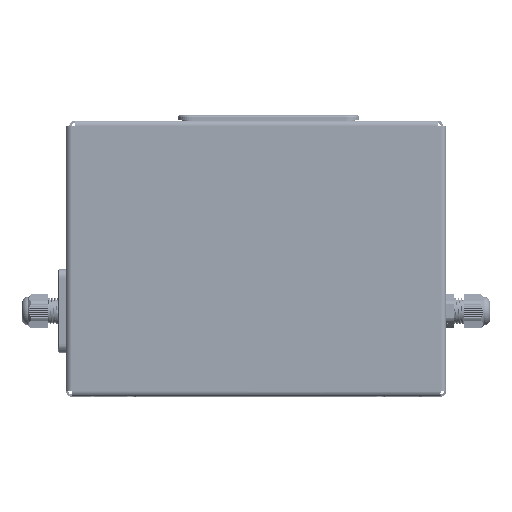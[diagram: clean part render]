
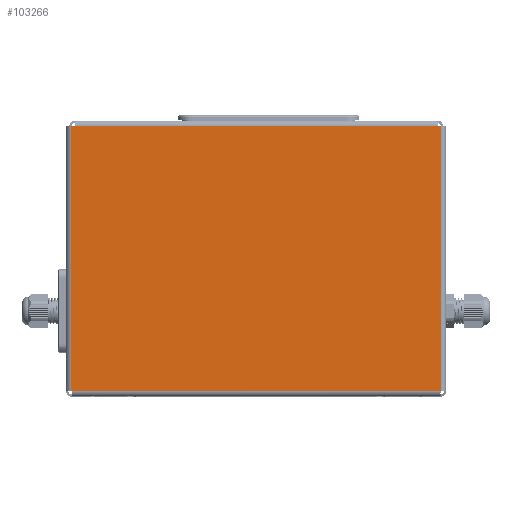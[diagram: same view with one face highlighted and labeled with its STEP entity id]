
A CAD part, top view. The second image highlights one B-rep face of the part: STEP entity #103266.
In plain terms, the highlighted planar face has unit normal (0, 0, 1).
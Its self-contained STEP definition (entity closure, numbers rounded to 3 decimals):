
#5611=PLANE('',#109582);
#9318=FACE_OUTER_BOUND('',#15140,.T.);
#15140=EDGE_LOOP('',(#74503,#74504,#74505,#74506,#74507,#74508));
#26718=LINE('',#152384,#36767);
#26726=LINE('',#152520,#36775);
#26740=LINE('',#152559,#36789);
#26743=LINE('',#152566,#36792);
#26746=LINE('',#152570,#36795);
#26752=LINE('',#152585,#36801);
#36767=VECTOR('',#120376,10.);
#36775=VECTOR('',#120420,10.);
#36789=VECTOR('',#120464,10.);
#36792=VECTOR('',#120471,10.);
#36795=VECTOR('',#120476,10.);
#36801=VECTOR('',#120498,10.);
#46847=VERTEX_POINT('',#152375);
#46848=VERTEX_POINT('',#152383);
#46851=VERTEX_POINT('',#152519);
#46858=VERTEX_POINT('',#152549);
#46861=VERTEX_POINT('',#152558);
#46863=VERTEX_POINT('',#152564);
#57540=EDGE_CURVE('',#46848,#46847,#26718,.T.);
#57562=EDGE_CURVE('',#46851,#46848,#26726,.T.);
#57582=EDGE_CURVE('',#46861,#46858,#26740,.T.);
#57586=EDGE_CURVE('',#46858,#46863,#26743,.T.);
#57589=EDGE_CURVE('',#46863,#46851,#26746,.T.);
#57597=EDGE_CURVE('',#46847,#46861,#26752,.T.);
#74503=ORIENTED_EDGE('',*,*,#57540,.T.);
#74504=ORIENTED_EDGE('',*,*,#57597,.T.);
#74505=ORIENTED_EDGE('',*,*,#57582,.T.);
#74506=ORIENTED_EDGE('',*,*,#57586,.T.);
#74507=ORIENTED_EDGE('',*,*,#57589,.T.);
#74508=ORIENTED_EDGE('',*,*,#57562,.T.);
#103266=ADVANCED_FACE('',(#9318),#5611,.T.);
#109582=AXIS2_PLACEMENT_3D('',#152594,#120513,#120514);
#120376=DIRECTION('',(1.,0.,0.));
#120420=DIRECTION('',(0.,-1.,0.));
#120464=DIRECTION('',(-1.,0.,0.));
#120471=DIRECTION('',(-1.,0.,0.));
#120476=DIRECTION('',(-1.,0.,0.));
#120498=DIRECTION('',(0.,1.,0.));
#120513=DIRECTION('center_axis',(0.,0.,1.));
#120514=DIRECTION('ref_axis',(1.,0.,0.));
#152375=CARTESIAN_POINT('',(88.8,1.405,81.));
#152383=CARTESIAN_POINT('',(-88.8,1.405,81.));
#152384=CARTESIAN_POINT('',(44.4,1.405,81.));
#152519=CARTESIAN_POINT('',(-88.8,129.005,81.));
#152520=CARTESIAN_POINT('',(-88.8,32.555,81.));
#152549=CARTESIAN_POINT('',(87.3,129.005,81.));
#152558=CARTESIAN_POINT('',(88.8,129.005,81.));
#152559=CARTESIAN_POINT('',(-44.4,129.005,81.));
#152564=CARTESIAN_POINT('',(-87.3,129.005,81.));
#152566=CARTESIAN_POINT('',(-44.4,129.005,81.));
#152570=CARTESIAN_POINT('',(-44.4,129.005,81.));
#152585=CARTESIAN_POINT('',(88.8,97.105,81.));
#152594=CARTESIAN_POINT('Origin',(0.,65.205,81.));
